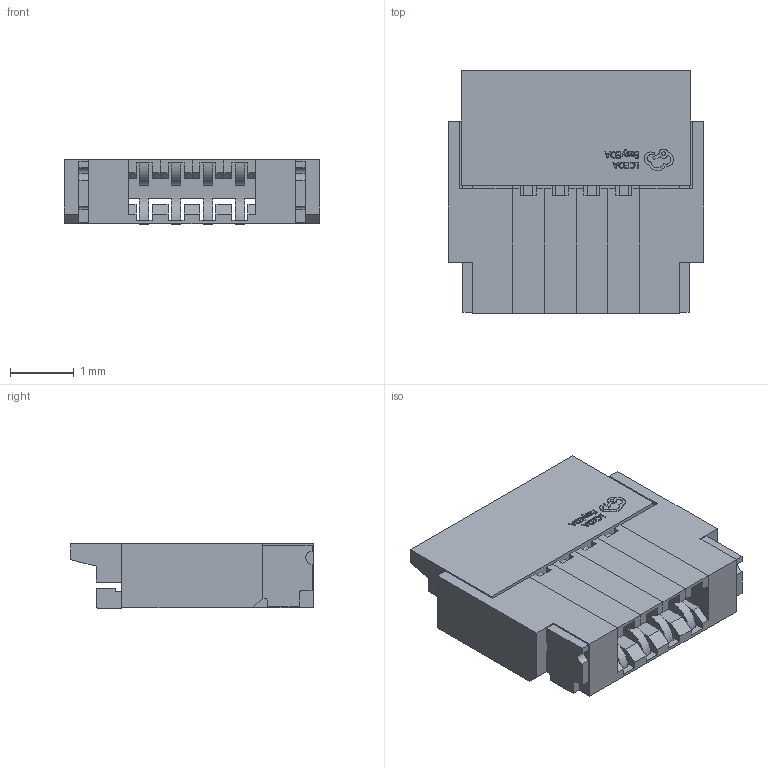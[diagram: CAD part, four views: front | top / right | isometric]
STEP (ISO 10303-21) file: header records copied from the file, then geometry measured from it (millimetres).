
FILE_DESCRIPTION (( 'STEP AP214' ), '1' );
FILE_NAME ('FPC-SMD_FH34SRJ-4S-0.5SH-50.step', '2022-07-06T14:12:46', ( '' ), ( '' ), 'SwSTEP 2.0', 'SolidWorks 2020', '' );
FILE_SCHEMA (( 'AUTOMOTIVE_DESIGN' ));
Length unit declared in the file: millimetre
Products named in the file (1): FPC-SMD_FH34SRJ-4S-0.5SH-50
Bounding box: 4 x 3.8 x 1.03 mm (x, y, z)
Volume: 10 mm3; surface area: 94.1 mm2
Topology: 15 solids, 15 shells, 566 faces, 1536 edges, 1024 vertices
Faces by surface type: plane 424, bspline 110, cylinder 32
Entity records: 24858 total; most frequent: CARTESIAN_POINT 5309, ORIENTED_EDGE 3072, DIRECTION 2290, EDGE_CURVE 1536, LINE 1248, VECTOR 1248, VERTEX_POINT 1024, EDGE_LOOP 592
